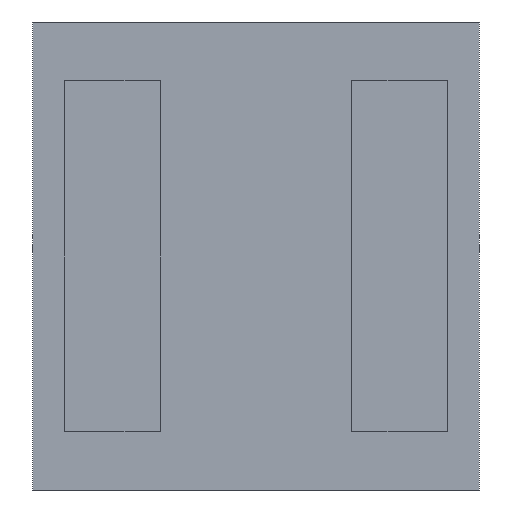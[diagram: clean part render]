
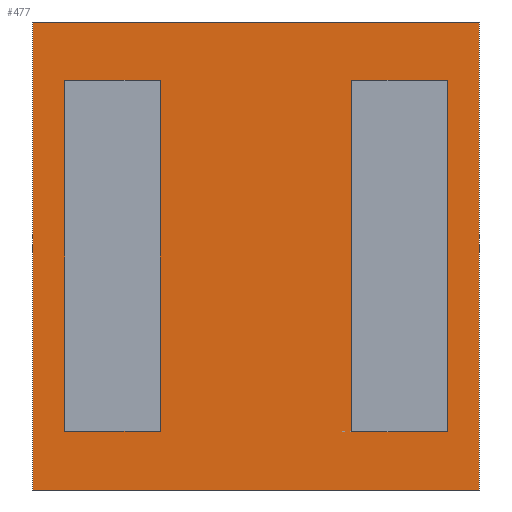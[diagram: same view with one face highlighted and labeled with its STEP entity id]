
A CAD part, front view. The second image highlights one B-rep face of the part: STEP entity #477.
In plain terms, the highlighted planar face has unit normal (0, -1, 0).
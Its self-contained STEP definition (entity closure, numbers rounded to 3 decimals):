
#5 = ORIENTED_EDGE ( 'NONE', *, *, #310, .T. ) ;
#7 = CARTESIAN_POINT ( 'NONE',  ( 1.05, 0., 1.1 ) ) ;
#24 = FACE_OUTER_BOUND ( 'NONE', #410, .T. ) ;
#26 = ORIENTED_EDGE ( 'NONE', *, *, #300, .T. ) ;
#27 = CARTESIAN_POINT ( 'NONE',  ( 1.05, 0., -1.1 ) ) ;
#28 = DIRECTION ( 'NONE',  ( 1., 0., 0. ) ) ;
#30 = VERTEX_POINT ( 'NONE', #516 ) ;
#35 = DIRECTION ( 'NONE',  ( 0., 0., -1. ) ) ;
#40 = ORIENTED_EDGE ( 'NONE', *, *, #610, .F. ) ;
#43 = VERTEX_POINT ( 'NONE', #27 ) ;
#48 = CARTESIAN_POINT ( 'NONE',  ( -1.05, 0., 1.1 ) ) ;
#51 = VERTEX_POINT ( 'NONE', #222 ) ;
#56 = FACE_BOUND ( 'NONE', #250, .T. ) ;
#69 = CARTESIAN_POINT ( 'NONE',  ( 0., 0., -0.825 ) ) ;
#75 = VERTEX_POINT ( 'NONE', #311 ) ;
#80 = EDGE_LOOP ( 'NONE', ( #568, #557, #473, #5 ) ) ;
#86 = ORIENTED_EDGE ( 'NONE', *, *, #313, .F. ) ;
#88 = EDGE_CURVE ( 'NONE', #507, #30, #285, .T. ) ;
#92 = DIRECTION ( 'NONE',  ( 0., 0., 1. ) ) ;
#93 = LINE ( 'NONE', #7, #402 ) ;
#109 = VECTOR ( 'NONE', #165, 1000. ) ;
#120 = VERTEX_POINT ( 'NONE', #426 ) ;
#123 = DIRECTION ( 'NONE',  ( 0., -1., 0. ) ) ;
#125 = CARTESIAN_POINT ( 'NONE',  ( 0.45, 0., 0.825 ) ) ;
#131 = VERTEX_POINT ( 'NONE', #476 ) ;
#135 = CARTESIAN_POINT ( 'NONE',  ( 0.45, 0., 0. ) ) ;
#139 = VERTEX_POINT ( 'NONE', #569 ) ;
#143 = DIRECTION ( 'NONE',  ( 0., 0., -1. ) ) ;
#144 = EDGE_CURVE ( 'NONE', #307, #139, #147, .T. ) ;
#147 = LINE ( 'NONE', #565, #416 ) ;
#159 = PLANE ( 'NONE',  #551 ) ;
#165 = DIRECTION ( 'NONE',  ( -1., 0., 0. ) ) ;
#176 = VECTOR ( 'NONE', #143, 1000. ) ;
#179 = DIRECTION ( 'NONE',  ( 0., 0., 1. ) ) ;
#184 = EDGE_CURVE ( 'NONE', #120, #507, #349, .T. ) ;
#191 = LINE ( 'NONE', #48, #408 ) ;
#201 = VERTEX_POINT ( 'NONE', #573 ) ;
#209 = DIRECTION ( 'NONE',  ( 0., 0., 1. ) ) ;
#222 = CARTESIAN_POINT ( 'NONE',  ( 1.05, 0., 1.1 ) ) ;
#231 = VECTOR ( 'NONE', #209, 1000. ) ;
#233 = LINE ( 'NONE', #248, #262 ) ;
#236 = DIRECTION ( 'NONE',  ( -1., 0., 0. ) ) ;
#246 = DIRECTION ( 'NONE',  ( 0., 0., -1. ) ) ;
#248 = CARTESIAN_POINT ( 'NONE',  ( -1.05, 0., -1.1 ) ) ;
#250 = EDGE_LOOP ( 'NONE', ( #524, #529, #457, #26 ) ) ;
#262 = VECTOR ( 'NONE', #592, 1000. ) ;
#263 = CARTESIAN_POINT ( 'NONE',  ( -0.9, 0., -0.825 ) ) ;
#265 = LINE ( 'NONE', #396, #482 ) ;
#280 = CARTESIAN_POINT ( 'NONE',  ( 0.9, 0., 0. ) ) ;
#285 = LINE ( 'NONE', #609, #397 ) ;
#293 = ORIENTED_EDGE ( 'NONE', *, *, #417, .F. ) ;
#296 = CARTESIAN_POINT ( 'NONE',  ( 0.9, 0., -0.825 ) ) ;
#298 = LINE ( 'NONE', #280, #176 ) ;
#300 = EDGE_CURVE ( 'NONE', #131, #307, #513, .T. ) ;
#304 = VECTOR ( 'NONE', #320, 1000. ) ;
#307 = VERTEX_POINT ( 'NONE', #336 ) ;
#310 = EDGE_CURVE ( 'NONE', #30, #460, #298, .T. ) ;
#311 = CARTESIAN_POINT ( 'NONE',  ( -1.05, 0., 1.1 ) ) ;
#313 = EDGE_CURVE ( 'NONE', #201, #75, #191, .T. ) ;
#314 = FACE_BOUND ( 'NONE', #80, .T. ) ;
#320 = DIRECTION ( 'NONE',  ( 1., 0., 0. ) ) ;
#322 = LINE ( 'NONE', #359, #304 ) ;
#334 = ORIENTED_EDGE ( 'NONE', *, *, #469, .F. ) ;
#336 = CARTESIAN_POINT ( 'NONE',  ( -0.45, 0., 0.825 ) ) ;
#349 = LINE ( 'NONE', #135, #395 ) ;
#359 = CARTESIAN_POINT ( 'NONE',  ( -1.05, 0., 1.1 ) ) ;
#360 = EDGE_CURVE ( 'NONE', #460, #120, #265, .T. ) ;
#372 = LINE ( 'NONE', #69, #109 ) ;
#385 = VECTOR ( 'NONE', #624, 1000. ) ;
#395 = VECTOR ( 'NONE', #179, 1000. ) ;
#396 = CARTESIAN_POINT ( 'NONE',  ( 0., 0., -0.825 ) ) ;
#397 = VECTOR ( 'NONE', #28, 1000. ) ;
#399 = CARTESIAN_POINT ( 'NONE',  ( 0., 0., 0.825 ) ) ;
#402 = VECTOR ( 'NONE', #246, 1000. ) ;
#408 = VECTOR ( 'NONE', #92, 1000. ) ;
#410 = EDGE_LOOP ( 'NONE', ( #86, #334, #293, #40 ) ) ;
#416 = VECTOR ( 'NONE', #35, 1000. ) ;
#417 = EDGE_CURVE ( 'NONE', #51, #43, #93, .T. ) ;
#426 = CARTESIAN_POINT ( 'NONE',  ( 0.45, 0., -0.825 ) ) ;
#429 = LINE ( 'NONE', #596, #231 ) ;
#457 = ORIENTED_EDGE ( 'NONE', *, *, #575, .T. ) ;
#458 = CARTESIAN_POINT ( 'NONE',  ( 0., 0., 0. ) ) ;
#460 = VERTEX_POINT ( 'NONE', #296 ) ;
#469 = EDGE_CURVE ( 'NONE', #43, #201, #233, .T. ) ;
#473 = ORIENTED_EDGE ( 'NONE', *, *, #88, .T. ) ;
#476 = CARTESIAN_POINT ( 'NONE',  ( -0.9, 0., 0.825 ) ) ;
#477 = ADVANCED_FACE ( 'NONE', ( #56, #314, #24 ), #159, .T. ) ;
#479 = EDGE_CURVE ( 'NONE', #139, #514, #372, .T. ) ;
#482 = VECTOR ( 'NONE', #236, 1000. ) ;
#507 = VERTEX_POINT ( 'NONE', #125 ) ;
#513 = LINE ( 'NONE', #399, #385 ) ;
#514 = VERTEX_POINT ( 'NONE', #263 ) ;
#516 = CARTESIAN_POINT ( 'NONE',  ( 0.9, 0., 0.825 ) ) ;
#524 = ORIENTED_EDGE ( 'NONE', *, *, #144, .T. ) ;
#529 = ORIENTED_EDGE ( 'NONE', *, *, #479, .T. ) ;
#551 = AXIS2_PLACEMENT_3D ( 'NONE', #458, #123, #603 ) ;
#557 = ORIENTED_EDGE ( 'NONE', *, *, #184, .T. ) ;
#565 = CARTESIAN_POINT ( 'NONE',  ( -0.45, 0., 0. ) ) ;
#568 = ORIENTED_EDGE ( 'NONE', *, *, #360, .T. ) ;
#569 = CARTESIAN_POINT ( 'NONE',  ( -0.45, 0., -0.825 ) ) ;
#573 = CARTESIAN_POINT ( 'NONE',  ( -1.05, 0., -1.1 ) ) ;
#575 = EDGE_CURVE ( 'NONE', #514, #131, #429, .T. ) ;
#592 = DIRECTION ( 'NONE',  ( -1., 0., 0. ) ) ;
#596 = CARTESIAN_POINT ( 'NONE',  ( -0.9, 0., 0. ) ) ;
#603 = DIRECTION ( 'NONE',  ( 0., 0., -1. ) ) ;
#609 = CARTESIAN_POINT ( 'NONE',  ( 0., 0., 0.825 ) ) ;
#610 = EDGE_CURVE ( 'NONE', #75, #51, #322, .T. ) ;
#624 = DIRECTION ( 'NONE',  ( 1., 0., 0. ) ) ;
